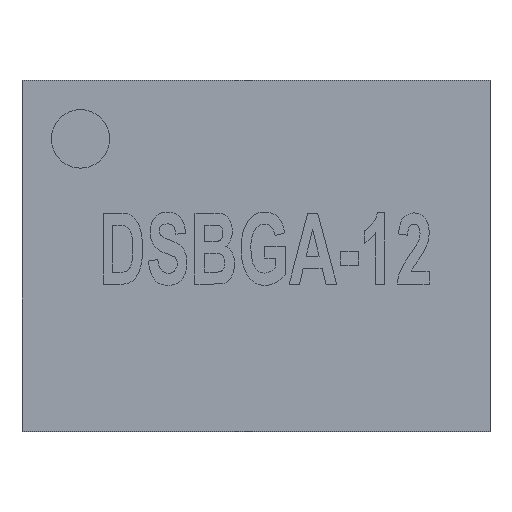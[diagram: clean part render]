
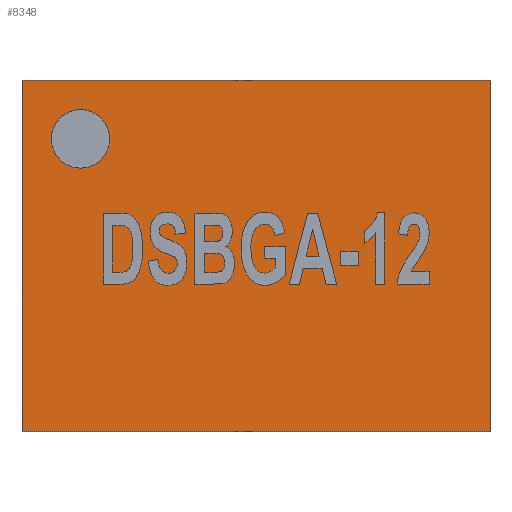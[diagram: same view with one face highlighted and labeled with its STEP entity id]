
A CAD part, top view. The second image highlights one B-rep face of the part: STEP entity #8348.
In plain terms, the highlighted planar face has unit normal (0, 0, 1).
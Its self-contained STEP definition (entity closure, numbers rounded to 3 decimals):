
#4 = CARTESIAN_POINT ( 'NONE',  ( -0.8, 0.6, 0.675 ) ) ;
#402 = CARTESIAN_POINT ( 'NONE',  ( -0.8, 0.6, 0.675 ) ) ;
#695 = CARTESIAN_POINT ( 'NONE',  ( 0.8, 0.6, 0.675 ) ) ;
#1558 = CARTESIAN_POINT ( 'NONE',  ( 0.8, -0.6, 0.675 ) ) ;
#1618 = DIRECTION ( 'NONE',  ( 0., -1., 0. ) ) ;
#2150 = VECTOR ( 'NONE', #3102, 1000. ) ;
#2272 = LINE ( 'NONE', #7836, #2150 ) ;
#3069 = VECTOR ( 'NONE', #5610, 1000. ) ;
#3102 = DIRECTION ( 'NONE',  ( 0., 1., 0. ) ) ;
#3234 = EDGE_CURVE ( 'NONE', #7774, #5405, #2272, .T. ) ;
#4421 = VECTOR ( 'NONE', #5743, 1000. ) ;
#4435 = ORIENTED_EDGE ( 'NONE', *, *, #3234, .F. ) ;
#4896 = LINE ( 'NONE', #1558, #4421 ) ;
#5203 = AXIS2_PLACEMENT_3D ( 'NONE', #9255, #7739, #5993 ) ;
#5371 = ORIENTED_EDGE ( 'NONE', *, *, #7246, .F. ) ;
#5405 = VERTEX_POINT ( 'NONE', #402 ) ;
#5464 = CARTESIAN_POINT ( 'NONE',  ( -0.8, -0.6, 0.675 ) ) ;
#5513 = ORIENTED_EDGE ( 'NONE', *, *, #6078, .F. ) ;
#5610 = DIRECTION ( 'NONE',  ( 1., 0., 0. ) ) ;
#5743 = DIRECTION ( 'NONE',  ( -1., 0., 0. ) ) ;
#5993 = DIRECTION ( 'NONE',  ( 1., 0., 0. ) ) ;
#6078 = EDGE_CURVE ( 'NONE', #5405, #9394, #7046, .T. ) ;
#6107 = FACE_OUTER_BOUND ( 'NONE', #6477, .T. ) ;
#6372 = EDGE_CURVE ( 'NONE', #9869, #7774, #4896, .T. ) ;
#6477 = EDGE_LOOP ( 'NONE', ( #5371, #5513, #4435, #7800 ) ) ;
#7046 = LINE ( 'NONE', #4, #3069 ) ;
#7246 = EDGE_CURVE ( 'NONE', #9394, #9869, #8672, .T. ) ;
#7692 = PLANE ( 'NONE',  #5203 ) ;
#7739 = DIRECTION ( 'NONE',  ( 0., 0., 1. ) ) ;
#7774 = VERTEX_POINT ( 'NONE', #5464 ) ;
#7800 = ORIENTED_EDGE ( 'NONE', *, *, #6372, .F. ) ;
#7836 = CARTESIAN_POINT ( 'NONE',  ( -0.8, -0.6, 0.675 ) ) ;
#8242 = CARTESIAN_POINT ( 'NONE',  ( 0.8, 0.6, 0.675 ) ) ;
#8348 = ADVANCED_FACE ( 'NONE', ( #6107 ), #7692, .T. ) ;
#8672 = LINE ( 'NONE', #695, #10373 ) ;
#9255 = CARTESIAN_POINT ( 'NONE',  ( -0.8, 0.6, 0.675 ) ) ;
#9276 = CARTESIAN_POINT ( 'NONE',  ( 0.8, -0.6, 0.675 ) ) ;
#9394 = VERTEX_POINT ( 'NONE', #8242 ) ;
#9869 = VERTEX_POINT ( 'NONE', #9276 ) ;
#10373 = VECTOR ( 'NONE', #1618, 1000. ) ;
